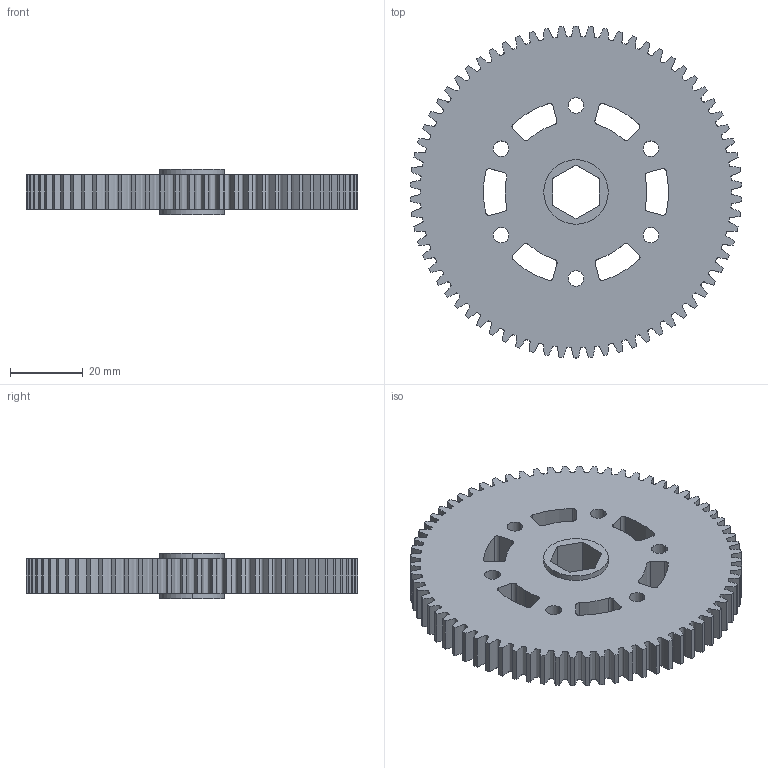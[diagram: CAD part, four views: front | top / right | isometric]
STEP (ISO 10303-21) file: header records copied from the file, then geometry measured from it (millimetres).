
FILE_DESCRIPTION (( 'STEP AP214' ), '1' );
FILE_NAME ('217-3224-STEP.STEP', '2013-12-09T20:29:54', ( '' ), ( '' ), 'SwSTEP 2.0', 'SolidWorks 2013', '' );
FILE_SCHEMA (( 'AUTOMOTIVE_DESIGN' ));
Length unit declared in the file: millimetre
Products named in the file (1): 217-3224-STEP
Bounding box: 91.39 x 91.44 x 12.65 mm (x, y, z)
Volume: 54897.5 mm3; surface area: 19922.7 mm2
Topology: 1 solids, 1 shells, 222 faces, 654 edges, 436 vertices
Faces by surface type: cylinder 130, bspline 70, plane 22
Entity records: 27884 total; most frequent: CARTESIAN_POINT 22103, ORIENTED_EDGE 1308, DIRECTION 1080, EDGE_CURVE 654, VERTEX_POINT 436, AXIS2_PLACEMENT_3D 413, CIRCLE 260, VECTOR 254
